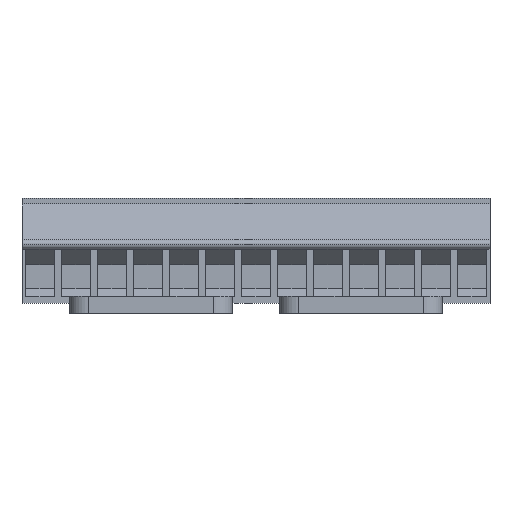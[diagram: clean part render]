
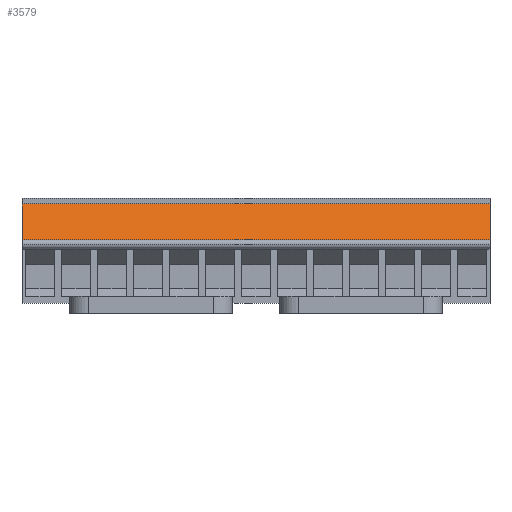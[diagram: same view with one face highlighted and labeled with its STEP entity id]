
A CAD part, top view. The second image highlights one B-rep face of the part: STEP entity #3579.
In plain terms, the highlighted planar face has unit normal (0, 0.359, 0.933).
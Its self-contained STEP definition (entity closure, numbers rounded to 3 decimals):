
#3566=AXIS2_PLACEMENT_3D('Plane Axis2P3D',#3563,#3564,#3565) ;
#3406=CARTESIAN_POINT('Vertex',(0.,7.83,14.85)) ;
#3409=CARTESIAN_POINT('Line Origine',(0.,9.715,14.125)) ;
#3413=CARTESIAN_POINT('Vertex',(0.,11.6,13.4)) ;
#3470=CARTESIAN_POINT('Vertex',(49.53,11.6,13.4)) ;
#3473=CARTESIAN_POINT('Line Origine',(49.53,9.715,14.125)) ;
#3477=CARTESIAN_POINT('Vertex',(49.53,7.83,14.85)) ;
#3551=CARTESIAN_POINT('Line Origine',(24.765,11.6,13.4)) ;
#3563=CARTESIAN_POINT('Axis2P3D Location',(0.,7.83,14.85)) ;
#3568=CARTESIAN_POINT('Line Origine',(24.765,7.83,14.85)) ;
#3410=DIRECTION('Vector Direction',(0.,0.933,-0.359)) ;
#3474=DIRECTION('Vector Direction',(0.,0.933,-0.359)) ;
#3552=DIRECTION('Vector Direction',(1.,0.,0.)) ;
#3564=DIRECTION('Axis2P3D Direction',(0.,-0.359,-0.933)) ;
#3565=DIRECTION('Axis2P3D XDirection',(0.,0.933,-0.359)) ;
#3569=DIRECTION('Vector Direction',(1.,0.,0.)) ;
#3411=VECTOR('Line Direction',#3410,1.) ;
#3475=VECTOR('Line Direction',#3474,1.) ;
#3553=VECTOR('Line Direction',#3552,1.) ;
#3570=VECTOR('Line Direction',#3569,1.) ;
#3574=ORIENTED_EDGE('',*,*,#3479,.T.) ;
#3575=ORIENTED_EDGE('',*,*,#3555,.F.) ;
#3576=ORIENTED_EDGE('',*,*,#3415,.T.) ;
#3577=ORIENTED_EDGE('',*,*,#3572,.T.) ;
#3579=ADVANCED_FACE('HOUSING',(#3578),#3567,.F.) ;
#3415=EDGE_CURVE('',#3414,#3407,#3412,.F.) ;
#3479=EDGE_CURVE('',#3478,#3471,#3476,.T.) ;
#3555=EDGE_CURVE('',#3414,#3471,#3554,.T.) ;
#3572=EDGE_CURVE('',#3407,#3478,#3571,.T.) ;
#3573=EDGE_LOOP('',(#3574,#3575,#3576,#3577)) ;
#3578=FACE_OUTER_BOUND('',#3573,.T.) ;
#3412=LINE('Line',#3409,#3411) ;
#3476=LINE('Line',#3473,#3475) ;
#3554=LINE('Line',#3551,#3553) ;
#3571=LINE('Line',#3568,#3570) ;
#3567=PLANE('',#3566) ;
#3407=VERTEX_POINT('',#3406) ;
#3414=VERTEX_POINT('',#3413) ;
#3471=VERTEX_POINT('',#3470) ;
#3478=VERTEX_POINT('',#3477) ;
